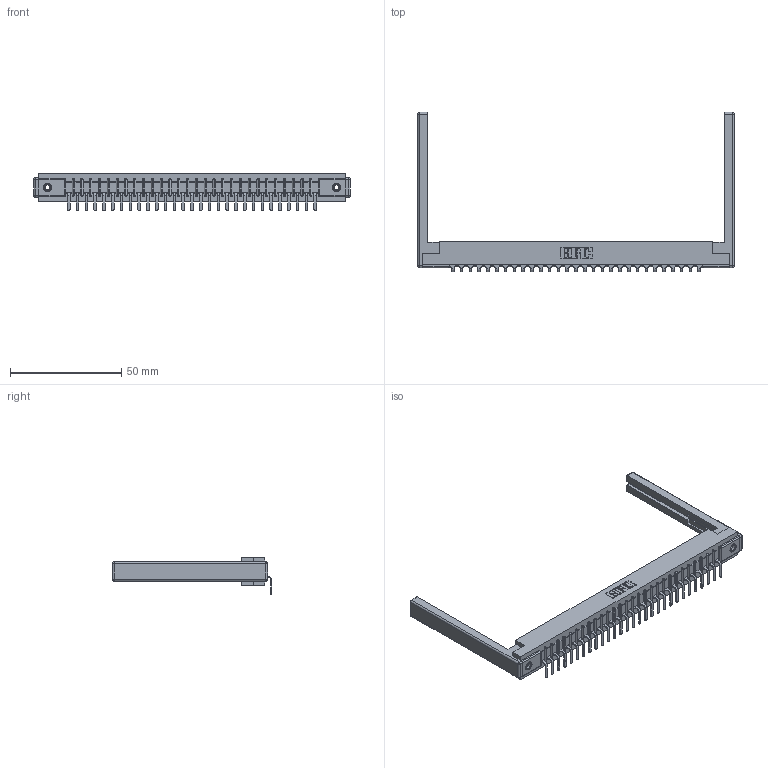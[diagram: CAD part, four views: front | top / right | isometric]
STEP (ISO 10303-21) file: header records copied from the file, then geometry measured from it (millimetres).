
FILE_DESCRIPTION (( 'STEP AP203' ), '1' );
FILE_NAME ('357-029-559-168.STEP', '2022-07-12T21:23:30', ( '' ), ( '' ), 'SwSTEP 2.0', 'SolidWorks 2020', '' );
FILE_SCHEMA (( 'CONFIG_CONTROL_DESIGN' ));
Length unit declared in the file: inch
Products named in the file (5): 307-290-001_558 559 - 1 (Single); 307 Part_.156 Dia Mounting Holes; 307-220-068; 345-250-001_345-250-001-102; 357-029-559-168
Assembly tree (34 placements, depth 2):
  357-029-559-168
    307 Part_.156 Dia Mounting Holes
    307-290-001_558 559 - 1 (Single)  x29
    307-220-068  x2
    345-250-001_345-250-001-102  x2
Bounding box: 142.34 x 71.67 x 16.8 mm (x, y, z)
Volume: 19110.3 mm3; surface area: 19582.8 mm2
Topology: 34 solids, 34 shells, 2042 faces, 5759 edges, 3698 vertices
Faces by surface type: plane 1289, cylinder 669, sphere 68, cone 12, torus 4
Entity records: 29327 total; most frequent: CARTESIAN_POINT 4901, ORIENTED_EDGE 4876, DIRECTION 4792, EDGE_CURVE 2438, LINE 1862, VECTOR 1862, VERTEX_POINT 1574, AXIS2_PLACEMENT_3D 1465
